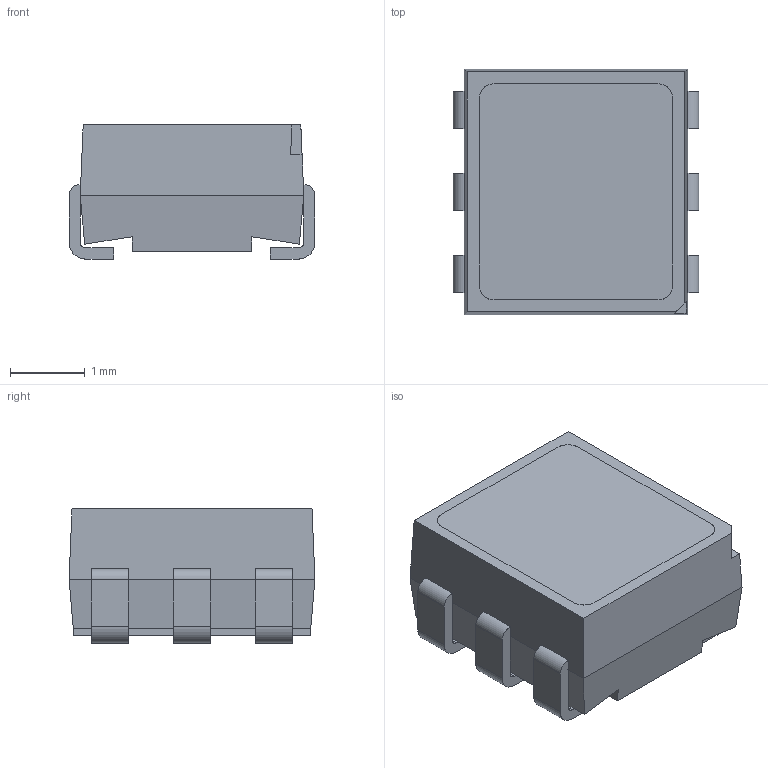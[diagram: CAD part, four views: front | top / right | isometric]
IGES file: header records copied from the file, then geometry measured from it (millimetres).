
Start section: SolidWorks IGES file using analytic representation for surfaces
Global section: file name: NSSM313A-V1.igs; native system: SolidWorks 2016; preprocessor: SolidWorks 2016; author: j40865; date: 220613.142505; units: millimetre
Bounding box: 3.3 x 3.3 x 1.8 mm (x, y, z)
Surface area: 87.3 mm2 (no closed solid volume)
Topology: 0 solids, 0 shells, 103 faces, 672 edges, 660 vertices
Faces by surface type: bspline 77, revolution 26
